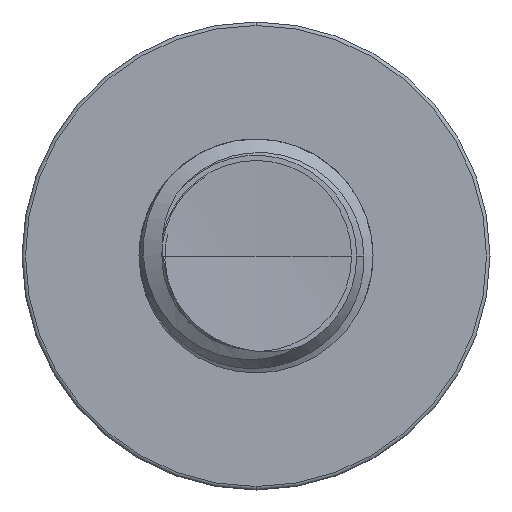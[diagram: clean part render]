
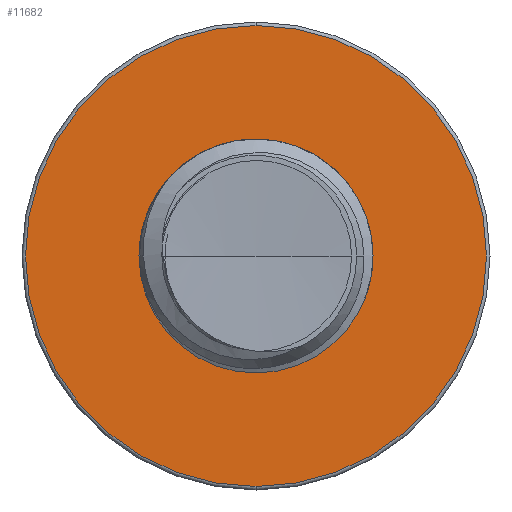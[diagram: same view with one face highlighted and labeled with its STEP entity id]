
A CAD part, front view. The second image highlights one B-rep face of the part: STEP entity #11682.
In plain terms, the highlighted planar face has unit normal (0, -1, 0).
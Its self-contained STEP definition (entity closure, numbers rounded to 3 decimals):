
#730 = EDGE_LOOP ( 'NONE', ( #24905, #25584 ) ) ;
#1241 = CARTESIAN_POINT ( 'NONE',  ( 0., 7., 0. ) ) ;
#1509 = ORIENTED_EDGE ( 'NONE', *, *, #2094, .T. ) ;
#2094 = EDGE_CURVE ( 'NONE', #16199, #26246, #16763, .T. ) ;
#3463 = DIRECTION ( 'NONE',  ( 0., 0., -1. ) ) ;
#5666 = CARTESIAN_POINT ( 'NONE',  ( 0., 7., 0. ) ) ;
#6818 = DIRECTION ( 'NONE',  ( 0., -1., 0. ) ) ;
#7685 = FACE_OUTER_BOUND ( 'NONE', #10746, .T. ) ;
#7995 = DIRECTION ( 'NONE',  ( 0., 0., -1. ) ) ;
#8976 = AXIS2_PLACEMENT_3D ( 'NONE', #12271, #27462, #14673 ) ;
#10673 = CARTESIAN_POINT ( 'NONE',  ( 0., 7., 0. ) ) ;
#10746 = EDGE_LOOP ( 'NONE', ( #12845, #1509 ) ) ;
#11176 = AXIS2_PLACEMENT_3D ( 'NONE', #5666, #21023, #7995 ) ;
#11682 = ADVANCED_FACE ( 'NONE', ( #7685, #25000 ), #12463, .T. ) ;
#12118 = CARTESIAN_POINT ( 'NONE',  ( 0., 7., -1.203 ) ) ;
#12271 = CARTESIAN_POINT ( 'NONE',  ( 0., 7., 1.203 ) ) ;
#12463 = PLANE ( 'NONE',  #8976 ) ;
#12845 = ORIENTED_EDGE ( 'NONE', *, *, #19270, .T. ) ;
#12901 = DIRECTION ( 'NONE',  ( 0., 0., -1. ) ) ;
#14673 = DIRECTION ( 'NONE',  ( 0., 0., -1. ) ) ;
#15336 = CIRCLE ( 'NONE', #11176, 1.203 ) ;
#16123 = AXIS2_PLACEMENT_3D ( 'NONE', #10673, #25726, #12901 ) ;
#16199 = VERTEX_POINT ( 'NONE', #26710 ) ;
#16763 = CIRCLE ( 'NONE', #25186, 2.462 ) ;
#16892 = DIRECTION ( 'NONE',  ( 0., -1., 0. ) ) ;
#18290 = AXIS2_PLACEMENT_3D ( 'NONE', #1241, #16892, #3463 ) ;
#19155 = VERTEX_POINT ( 'NONE', #12118 ) ;
#19270 = EDGE_CURVE ( 'NONE', #26246, #16199, #19355, .T. ) ;
#19355 = CIRCLE ( 'NONE', #16123, 2.462 ) ;
#19944 = CARTESIAN_POINT ( 'NONE',  ( 0., 7., 0. ) ) ;
#20155 = VERTEX_POINT ( 'NONE', #27097 ) ;
#20201 = EDGE_CURVE ( 'NONE', #19155, #20155, #15336, .T. ) ;
#21023 = DIRECTION ( 'NONE',  ( 0., -1., 0. ) ) ;
#22076 = DIRECTION ( 'NONE',  ( 0., 0., -1. ) ) ;
#22259 = EDGE_CURVE ( 'NONE', #20155, #19155, #27323, .T. ) ;
#24388 = CARTESIAN_POINT ( 'NONE',  ( 0., 7., -2.462 ) ) ;
#24905 = ORIENTED_EDGE ( 'NONE', *, *, #20201, .F. ) ;
#25000 = FACE_BOUND ( 'NONE', #730, .T. ) ;
#25186 = AXIS2_PLACEMENT_3D ( 'NONE', #19944, #6818, #22076 ) ;
#25584 = ORIENTED_EDGE ( 'NONE', *, *, #22259, .F. ) ;
#25726 = DIRECTION ( 'NONE',  ( 0., -1., 0. ) ) ;
#26246 = VERTEX_POINT ( 'NONE', #24388 ) ;
#26710 = CARTESIAN_POINT ( 'NONE',  ( 0., 7., 2.462 ) ) ;
#27097 = CARTESIAN_POINT ( 'NONE',  ( 0., 7., 1.203 ) ) ;
#27323 = CIRCLE ( 'NONE', #18290, 1.203 ) ;
#27462 = DIRECTION ( 'NONE',  ( 0., -1., 0. ) ) ;
